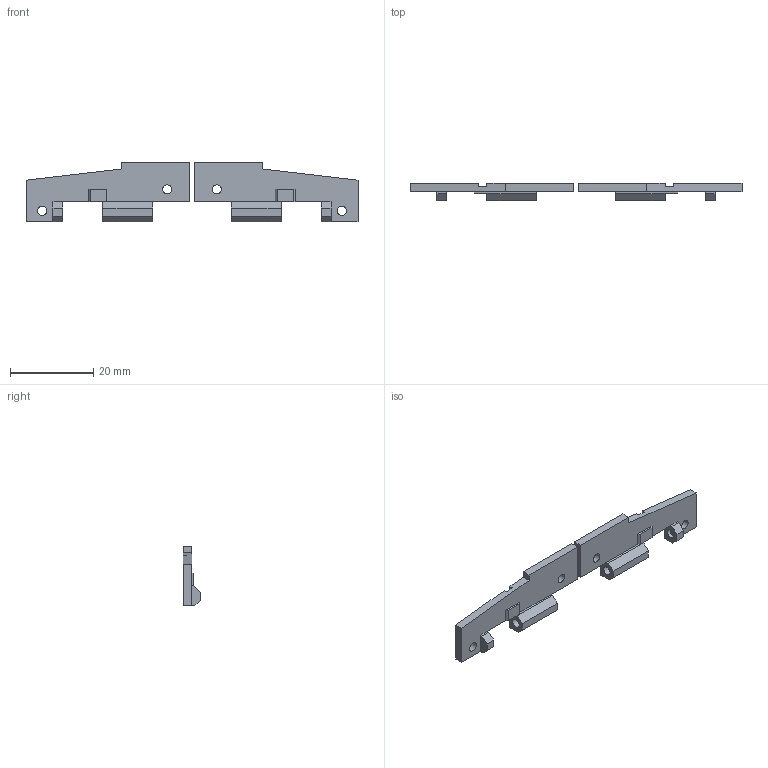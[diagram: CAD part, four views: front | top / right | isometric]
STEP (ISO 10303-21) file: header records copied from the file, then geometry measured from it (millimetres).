
FILE_DESCRIPTION(/* description */ (''),/* implementation_level */ '2;1');
FILE_NAME(/* name */ 'SoportePlaca_SPEL_Rev.3.stp',/* time_stamp */ '2018-10-17T17:05:49-03:00',/* author */ ('Elias'),/* organization */ (''),/* preprocessor_version */ 'ST-DEVELOPER v17.2',/* originating_system */ 'Autodesk Inventor 2019',/* authorisation */ '');
FILE_SCHEMA (('AUTOMOTIVE_DESIGN { 1 0 10303 214 3 1 1 }'));
Length unit declared in the file: millimetre
Products named in the file (1): SoportePlaca_SPEL_Rev.3
Bounding box: 80 x 4.2 x 14.3 mm (x, y, z)
Volume: 1724.6 mm3; surface area: 2443 mm2
Topology: 2 solids, 2 shells, 70 faces, 188 edges, 124 vertices
Faces by surface type: plane 62, cylinder 8
Full cylindrical faces by diameter (mm): 2.2 x8
Entity records: 2222 total; most frequent: CARTESIAN_POINT 383, ORIENTED_EDGE 376, DIRECTION 348, EDGE_CURVE 188, LINE 170, VECTOR 170, VERTEX_POINT 124, AXIS2_PLACEMENT_3D 89
